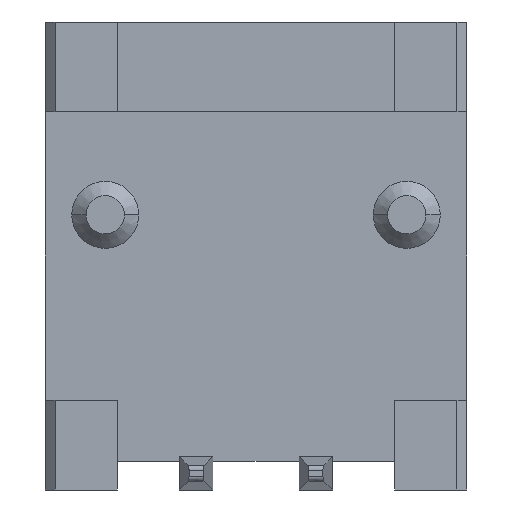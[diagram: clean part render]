
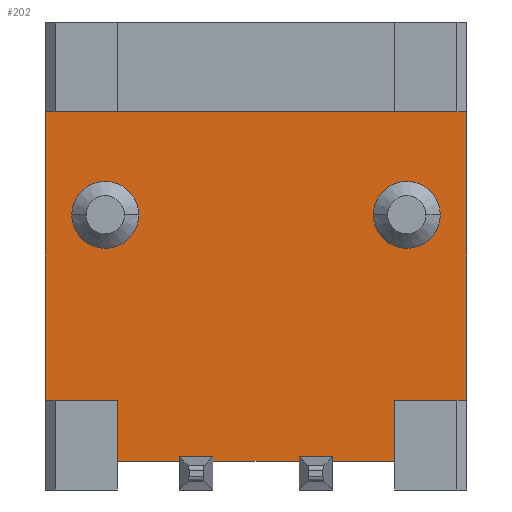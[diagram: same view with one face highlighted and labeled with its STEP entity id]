
A CAD part, front view. The second image highlights one B-rep face of the part: STEP entity #202.
In plain terms, the highlighted planar face has unit normal (0, -1, 0).
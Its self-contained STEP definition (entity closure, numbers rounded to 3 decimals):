
#202=ADVANCED_FACE('',(#527,#528,#529),#530,.T.);
#527=FACE_BOUND('',#977,.T.);
#528=FACE_BOUND('',#978,.T.);
#529=FACE_OUTER_BOUND('',#979,.T.);
#530=PLANE('',#980);
#977=EDGE_LOOP('',(#1517,#1518));
#978=EDGE_LOOP('',(#1519,#1520));
#979=EDGE_LOOP('',(#1521,#1522,#1523,#1524,#1525,#1526,#1527,#1528,#1529,#1530,#1531,#1532,#1533,#1534,#1535,#1536));
#980=AXIS2_PLACEMENT_3D('',#1537,#1538,#1539);
#1517=ORIENTED_EDGE('',*,*,#2844,.T.);
#1518=ORIENTED_EDGE('',*,*,#2795,.T.);
#1519=ORIENTED_EDGE('',*,*,#2845,.T.);
#1520=ORIENTED_EDGE('',*,*,#2786,.T.);
#1521=ORIENTED_EDGE('',*,*,#2797,.T.);
#1522=ORIENTED_EDGE('',*,*,#2813,.T.);
#1523=ORIENTED_EDGE('',*,*,#2838,.T.);
#1524=ORIENTED_EDGE('',*,*,#2846,.F.);
#1525=ORIENTED_EDGE('',*,*,#2847,.F.);
#1526=ORIENTED_EDGE('',*,*,#2848,.F.);
#1527=ORIENTED_EDGE('',*,*,#2849,.F.);
#1528=ORIENTED_EDGE('',*,*,#2850,.F.);
#1529=ORIENTED_EDGE('',*,*,#2851,.F.);
#1530=ORIENTED_EDGE('',*,*,#2852,.F.);
#1531=ORIENTED_EDGE('',*,*,#2853,.F.);
#1532=ORIENTED_EDGE('',*,*,#2854,.F.);
#1533=ORIENTED_EDGE('',*,*,#2855,.T.);
#1534=ORIENTED_EDGE('',*,*,#2856,.T.);
#1535=ORIENTED_EDGE('',*,*,#2857,.T.);
#1536=ORIENTED_EDGE('',*,*,#2858,.F.);
#1537=CARTESIAN_POINT('',(0.625,0.3,1.827));
#1538=DIRECTION('',(0.0,-1.0,0.));
#1539=DIRECTION('',(1.0,0.0,0.0));
#2786=EDGE_CURVE('',#3345,#3347,#3349,.T.);
#2795=EDGE_CURVE('',#3360,#3362,#3364,.T.);
#2797=EDGE_CURVE('',#3366,#3367,#3368,.T.);
#2813=EDGE_CURVE('',#3367,#3394,#3395,.T.);
#2838=EDGE_CURVE('',#3394,#3430,#3431,.T.);
#2844=EDGE_CURVE('',#3362,#3360,#3437,.T.);
#2845=EDGE_CURVE('',#3347,#3345,#3438,.T.);
#2846=EDGE_CURVE('',#3439,#3430,#3440,.T.);
#2847=EDGE_CURVE('',#3441,#3439,#3442,.T.);
#2848=EDGE_CURVE('',#3443,#3441,#3444,.T.);
#2849=EDGE_CURVE('',#3445,#3443,#3446,.T.);
#2850=EDGE_CURVE('',#3447,#3445,#3448,.T.);
#2851=EDGE_CURVE('',#3449,#3447,#3450,.T.);
#2852=EDGE_CURVE('',#3451,#3449,#3452,.T.);
#2853=EDGE_CURVE('',#3453,#3451,#3454,.T.);
#2854=EDGE_CURVE('',#3455,#3453,#3456,.T.);
#2855=EDGE_CURVE('',#3455,#3457,#3458,.T.);
#2856=EDGE_CURVE('',#3457,#3459,#3460,.T.);
#2857=EDGE_CURVE('',#3459,#3461,#3462,.T.);
#2858=EDGE_CURVE('',#3366,#3461,#3463,.T.);
#3345=VERTEX_POINT('',#4176);
#3347=VERTEX_POINT('',#4179);
#3349=CIRCLE('',#4182,0.35);
#3360=VERTEX_POINT('',#4195);
#3362=VERTEX_POINT('',#4198);
#3364=CIRCLE('',#4201,0.35);
#3366=VERTEX_POINT('',#4203);
#3367=VERTEX_POINT('',#4204);
#3368=LINE('',#4205,#4206);
#3394=VERTEX_POINT('',#4242);
#3395=LINE('',#4243,#4244);
#3430=VERTEX_POINT('',#4293);
#3431=LINE('',#4294,#4295);
#3437=CIRCLE('',#4303,0.35);
#3438=CIRCLE('',#4304,0.35);
#3439=VERTEX_POINT('',#4305);
#3440=LINE('',#4306,#4307);
#3441=VERTEX_POINT('',#4308);
#3442=LINE('',#4309,#4310);
#3443=VERTEX_POINT('',#4311);
#3444=LINE('',#4312,#4313);
#3445=VERTEX_POINT('',#4314);
#3446=LINE('',#4315,#4316);
#3447=VERTEX_POINT('',#4317);
#3448=LINE('',#4318,#4319);
#3449=VERTEX_POINT('',#4320);
#3450=LINE('',#4321,#4322);
#3451=VERTEX_POINT('',#4323);
#3452=LINE('',#4324,#4325);
#3453=VERTEX_POINT('',#4326);
#3454=LINE('',#4327,#4328);
#3455=VERTEX_POINT('',#4329);
#3456=LINE('',#4330,#4331);
#3457=VERTEX_POINT('',#4332);
#3458=LINE('',#4333,#4334);
#3459=VERTEX_POINT('',#4335);
#3460=LINE('',#4336,#4337);
#3461=VERTEX_POINT('',#4338);
#3462=LINE('',#4339,#4340);
#3463=LINE('',#4341,#4342);
#4176=CARTESIAN_POINT('',(-0.6,0.3,2.7));
#4179=CARTESIAN_POINT('',(-1.3,0.3,2.7));
#4182=AXIS2_PLACEMENT_3D('',#5370,#5371,#5372);
#4195=CARTESIAN_POINT('',(2.55,0.3,2.7));
#4198=CARTESIAN_POINT('',(1.85,0.3,2.7));
#4201=AXIS2_PLACEMENT_3D('',#5383,#5384,#5385);
#4203=CARTESIAN_POINT('',(1.075,0.3,0.125));
#4204=CARTESIAN_POINT('',(1.075,0.3,0.175));
#4205=CARTESIAN_POINT('',(1.075,0.3,0.514));
#4206=VECTOR('',#5386,1.0);
#4242=CARTESIAN_POINT('',(1.425,0.3,0.175));
#4243=CARTESIAN_POINT('',(0.833,0.3,0.175));
#4244=VECTOR('',#5403,1.0);
#4293=CARTESIAN_POINT('',(1.425,0.3,0.125));
#4294=CARTESIAN_POINT('',(1.425,0.3,0.514));
#4295=VECTOR('',#5430,1.0);
#4303=AXIS2_PLACEMENT_3D('',#5433,#5434,#5435);
#4304=AXIS2_PLACEMENT_3D('',#5436,#5437,#5438);
#4305=CARTESIAN_POINT('',(2.075,0.3,0.125));
#4306=CARTESIAN_POINT('',(0.625,0.3,0.125));
#4307=VECTOR('',#5439,1.0);
#4308=CARTESIAN_POINT('',(2.075,0.3,0.765));
#4309=CARTESIAN_POINT('',(2.075,0.3,0.765));
#4310=VECTOR('',#5440,1.0);
#4311=CARTESIAN_POINT('',(2.825,0.3,0.765));
#4312=CARTESIAN_POINT('',(2.925,0.3,0.765));
#4313=VECTOR('',#5441,1.0);
#4314=CARTESIAN_POINT('',(2.825,0.3,3.775));
#4315=CARTESIAN_POINT('',(2.825,0.3,0.826));
#4316=VECTOR('',#5442,1.0);
#4317=CARTESIAN_POINT('',(-1.575,0.3,3.775));
#4318=CARTESIAN_POINT('',(-1.675,0.3,3.775));
#4319=VECTOR('',#5443,1.0);
#4320=CARTESIAN_POINT('',(-1.575,0.3,0.765));
#4321=CARTESIAN_POINT('',(-1.575,0.3,0.826));
#4322=VECTOR('',#5444,1.0);
#4323=CARTESIAN_POINT('',(-0.825,0.3,0.765));
#4324=CARTESIAN_POINT('',(-0.825,0.3,0.765));
#4325=VECTOR('',#5445,1.0);
#4326=CARTESIAN_POINT('',(-0.825,0.3,0.125));
#4327=CARTESIAN_POINT('',(-0.825,0.3,-0.335));
#4328=VECTOR('',#5446,1.0);
#4329=CARTESIAN_POINT('',(-0.175,0.3,0.125));
#4330=CARTESIAN_POINT('',(0.625,0.3,0.125));
#4331=VECTOR('',#5447,1.0);
#4332=CARTESIAN_POINT('',(-0.175,0.3,0.175));
#4333=CARTESIAN_POINT('',(-0.175,0.3,0.514));
#4334=VECTOR('',#5448,1.0);
#4335=CARTESIAN_POINT('',(0.175,0.3,0.175));
#4336=CARTESIAN_POINT('',(0.208,0.3,0.175));
#4337=VECTOR('',#5449,1.0);
#4338=CARTESIAN_POINT('',(0.175,0.3,0.125));
#4339=CARTESIAN_POINT('',(0.175,0.3,0.514));
#4340=VECTOR('',#5450,1.0);
#4341=CARTESIAN_POINT('',(0.625,0.3,0.125));
#4342=VECTOR('',#5451,1.0);
#5370=CARTESIAN_POINT('',(-0.95,0.3,2.7));
#5371=DIRECTION('',(0.0,1.0,0.));
#5372=DIRECTION('',(1.0,0.0,0.0));
#5383=CARTESIAN_POINT('',(2.2,0.3,2.7));
#5384=DIRECTION('',(0.0,1.0,0.));
#5385=DIRECTION('',(1.0,0.0,0.0));
#5386=DIRECTION('',(0.,0.,1.0));
#5403=DIRECTION('',(1.0,0.,0.));
#5430=DIRECTION('',(0.0,0.,-1.0));
#5433=CARTESIAN_POINT('',(2.2,0.3,2.7));
#5434=DIRECTION('',(0.0,1.0,0.));
#5435=DIRECTION('',(1.0,0.0,0.0));
#5436=CARTESIAN_POINT('',(-0.95,0.3,2.7));
#5437=DIRECTION('',(0.0,1.0,0.));
#5438=DIRECTION('',(1.0,0.0,0.0));
#5439=DIRECTION('',(-1.0,0.0,0.0));
#5440=DIRECTION('',(0.0,0.,-1.0));
#5441=DIRECTION('',(-1.0,0.0,0.0));
#5442=DIRECTION('',(0.0,0.,-1.0));
#5443=DIRECTION('',(1.0,0.0,0.0));
#5444=DIRECTION('',(0.,0.,1.0));
#5445=DIRECTION('',(-1.0,0.0,0.0));
#5446=DIRECTION('',(0.,0.,1.0));
#5447=DIRECTION('',(-1.0,0.0,0.0));
#5448=DIRECTION('',(0.,0.,1.0));
#5449=DIRECTION('',(1.0,0.,0.));
#5450=DIRECTION('',(0.0,0.,-1.0));
#5451=DIRECTION('',(-1.0,0.0,0.0));
